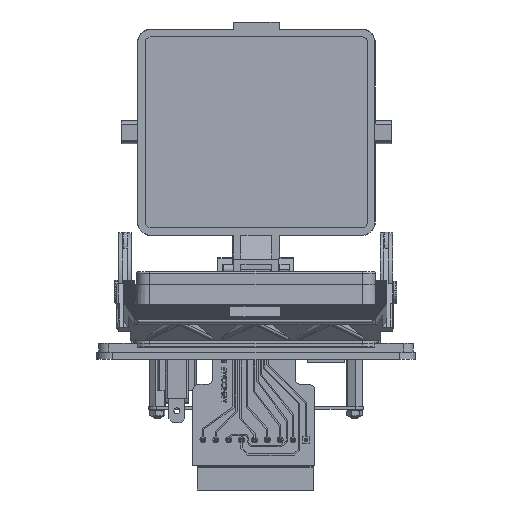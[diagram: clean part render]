
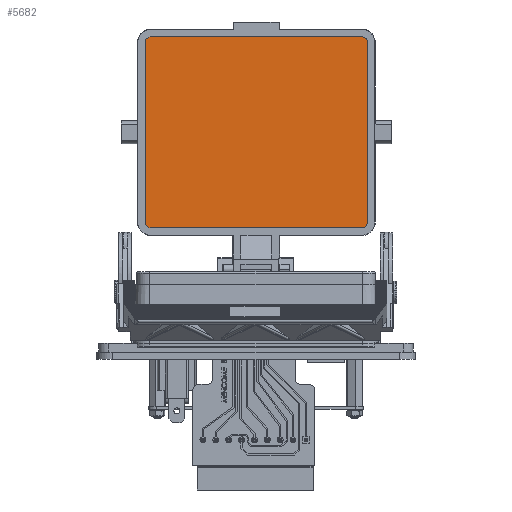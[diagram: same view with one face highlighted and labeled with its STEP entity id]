
A CAD part, front view. The second image highlights one B-rep face of the part: STEP entity #5682.
In plain terms, the highlighted planar face has unit normal (0, -1, 0).
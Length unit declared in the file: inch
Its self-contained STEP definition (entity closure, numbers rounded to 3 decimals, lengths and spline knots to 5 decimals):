
#1136 = ORIENTED_EDGE ( 'NONE', *, *, #6996, .F. ) ;
#5682 = ADVANCED_FACE ( 'NONE', ( #31734 ), #164691, .T. ) ;
#6996 = EDGE_CURVE ( 'NONE', #158252, #83608, #63273, .T. ) ;
#17555 = AXIS2_PLACEMENT_3D ( 'NONE', #53023, #180390, #165742 ) ;
#21967 = DIRECTION ( 'NONE',  ( 1., 0., 0. ) ) ;
#23974 = ORIENTED_EDGE ( 'NONE', *, *, #132296, .T. ) ;
#24635 = CARTESIAN_POINT ( 'NONE',  ( 1.73297, 2.4916, -1.05466 ) ) ;
#28104 = ORIENTED_EDGE ( 'NONE', *, *, #149883, .F. ) ;
#31734 = FACE_OUTER_BOUND ( 'NONE', #118180, .T. ) ;
#32450 = CARTESIAN_POINT ( 'NONE',  ( 1.73297, 2.4916, 2.09139 ) ) ;
#35383 = EDGE_CURVE ( 'NONE', #152915, #173359, #78941, .T. ) ;
#36892 = LINE ( 'NONE', #178968, #114286 ) ;
#41885 = EDGE_CURVE ( 'NONE', #105117, #158252, #125679, .T. ) ;
#50837 = AXIS2_PLACEMENT_3D ( 'NONE', #89493, #152820, #87490 ) ;
#53023 = CARTESIAN_POINT ( 'NONE',  ( -1.63203, 2.4916, 2.09139 ) ) ;
#63273 = CIRCLE ( 'NONE', #151524, 0.093 ) ;
#63920 = VECTOR ( 'NONE', #162227, 39.37008 ) ;
#64084 = CIRCLE ( 'NONE', #199206, 0.093 ) ;
#65823 = DIRECTION ( 'NONE',  ( 0., -1., 0. ) ) ;
#66245 = DIRECTION ( 'NONE',  ( 1., 0., 0. ) ) ;
#66503 = CARTESIAN_POINT ( 'NONE',  ( -1.63203, 2.4916, 4.96839 ) ) ;
#69308 = CARTESIAN_POINT ( 'NONE',  ( 0.00397, 2.4916, -1.05466 ) ) ;
#78547 = EDGE_CURVE ( 'NONE', #96807, #181019, #90133, .T. ) ;
#78941 = LINE ( 'NONE', #196349, #63920 ) ;
#79756 = CARTESIAN_POINT ( 'NONE',  ( -1.63203, 2.4916, 4.87539 ) ) ;
#81910 = LINE ( 'NONE', #24635, #166351 ) ;
#82450 = ORIENTED_EDGE ( 'NONE', *, *, #41885, .F. ) ;
#83608 = VERTEX_POINT ( 'NONE', #148504 ) ;
#87490 = DIRECTION ( 'NONE',  ( 1., 0., 0. ) ) ;
#88051 = DIRECTION ( 'NONE',  ( 0., 0., -1. ) ) ;
#89493 = CARTESIAN_POINT ( 'NONE',  ( 1.63997, 2.4916, 2.09139 ) ) ;
#90133 = CIRCLE ( 'NONE', #50837, 0.093 ) ;
#96289 = DIRECTION ( 'NONE',  ( 1., 0., 0. ) ) ;
#96807 = VERTEX_POINT ( 'NONE', #98313 ) ;
#98313 = CARTESIAN_POINT ( 'NONE',  ( 1.63997, 2.4916, 1.99839 ) ) ;
#105117 = VERTEX_POINT ( 'NONE', #66503 ) ;
#110150 = CARTESIAN_POINT ( 'NONE',  ( -1.72503, 2.4916, 2.09139 ) ) ;
#113202 = DIRECTION ( 'NONE',  ( 1., 0., 0. ) ) ;
#114286 = VECTOR ( 'NONE', #66245, 39.37008 ) ;
#118180 = EDGE_LOOP ( 'NONE', ( #153668, #23974, #182803, #118339, #28104, #1136, #82450, #144334 ) ) ;
#118339 = ORIENTED_EDGE ( 'NONE', *, *, #78547, .T. ) ;
#120694 = DIRECTION ( 'NONE',  ( 0., 1., 0. ) ) ;
#125298 = EDGE_CURVE ( 'NONE', #189364, #96807, #36892, .T. ) ;
#125679 = LINE ( 'NONE', #179051, #145699 ) ;
#128638 = AXIS2_PLACEMENT_3D ( 'NONE', #69308, #180706, #21967 ) ;
#132296 = EDGE_CURVE ( 'NONE', #173359, #189364, #189013, .T. ) ;
#138103 = DIRECTION ( 'NONE',  ( 1., 0., 0. ) ) ;
#144334 = ORIENTED_EDGE ( 'NONE', *, *, #193862, .T. ) ;
#145699 = VECTOR ( 'NONE', #96289, 39.37008 ) ;
#148504 = CARTESIAN_POINT ( 'NONE',  ( 1.73297, 2.4916, 4.87539 ) ) ;
#149883 = EDGE_CURVE ( 'NONE', #83608, #181019, #81910, .T. ) ;
#151524 = AXIS2_PLACEMENT_3D ( 'NONE', #168675, #120694, #138103 ) ;
#152820 = DIRECTION ( 'NONE',  ( 0., -1., 0. ) ) ;
#152915 = VERTEX_POINT ( 'NONE', #171626 ) ;
#153668 = ORIENTED_EDGE ( 'NONE', *, *, #35383, .T. ) ;
#158252 = VERTEX_POINT ( 'NONE', #206320 ) ;
#162227 = DIRECTION ( 'NONE',  ( 0., 0., -1. ) ) ;
#164691 = PLANE ( 'NONE',  #128638 ) ;
#165742 = DIRECTION ( 'NONE',  ( 1., 0., 0. ) ) ;
#166351 = VECTOR ( 'NONE', #88051, 39.37008 ) ;
#167214 = CARTESIAN_POINT ( 'NONE',  ( -1.63203, 2.4916, 1.99839 ) ) ;
#168675 = CARTESIAN_POINT ( 'NONE',  ( 1.63997, 2.4916, 4.87539 ) ) ;
#171626 = CARTESIAN_POINT ( 'NONE',  ( -1.72503, 2.4916, 4.87539 ) ) ;
#173359 = VERTEX_POINT ( 'NONE', #110150 ) ;
#178968 = CARTESIAN_POINT ( 'NONE',  ( 0.00397, 2.4916, 1.99839 ) ) ;
#179051 = CARTESIAN_POINT ( 'NONE',  ( 0.00397, 2.4916, 4.96839 ) ) ;
#180390 = DIRECTION ( 'NONE',  ( 0., -1., 0. ) ) ;
#180706 = DIRECTION ( 'NONE',  ( 0., -1., 0. ) ) ;
#181019 = VERTEX_POINT ( 'NONE', #32450 ) ;
#182803 = ORIENTED_EDGE ( 'NONE', *, *, #125298, .T. ) ;
#189013 = CIRCLE ( 'NONE', #17555, 0.093 ) ;
#189364 = VERTEX_POINT ( 'NONE', #167214 ) ;
#193862 = EDGE_CURVE ( 'NONE', #105117, #152915, #64084, .T. ) ;
#196349 = CARTESIAN_POINT ( 'NONE',  ( -1.72503, 2.4916, -1.05466 ) ) ;
#199206 = AXIS2_PLACEMENT_3D ( 'NONE', #79756, #65823, #113202 ) ;
#206320 = CARTESIAN_POINT ( 'NONE',  ( 1.63997, 2.4916, 4.96839 ) ) ;
